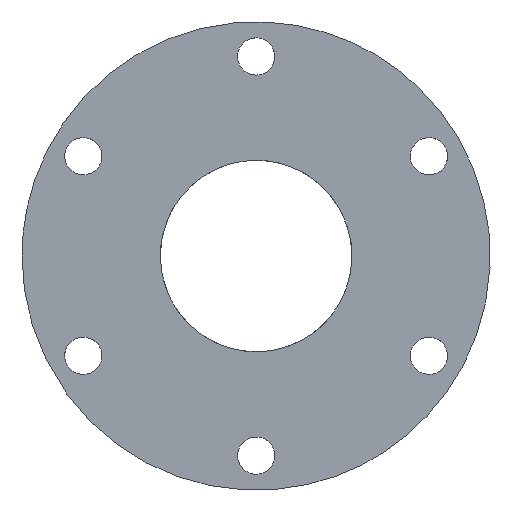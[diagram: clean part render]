
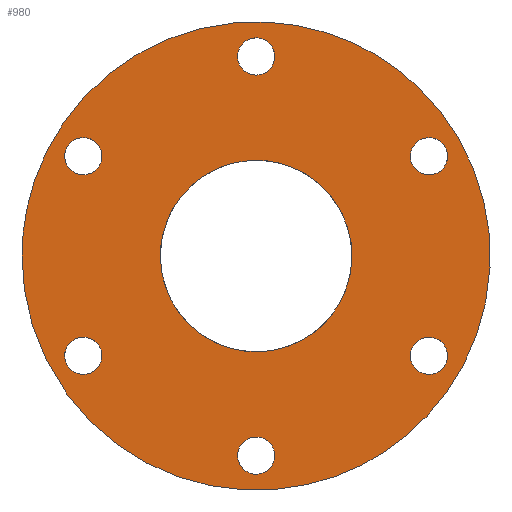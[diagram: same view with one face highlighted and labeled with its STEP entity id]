
A CAD part, left-side view. The second image highlights one B-rep face of the part: STEP entity #980.
In plain terms, the highlighted free-form (B-spline) face has degree [1, 1] with [2, 2] control points.
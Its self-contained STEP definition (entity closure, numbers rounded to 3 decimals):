
#490=CARTESIAN_POINT('V11',(0.,18.0,0.0));
#491=VERTEX_POINT('V11',#490);
#497=CARTESIAN_POINT('E17',(0.,18.0,0.0));
#498=CARTESIAN_POINT('E17',(0.,18.,
   -31.177));
#499=CARTESIAN_POINT('E17',(0.,-9.,
   -15.588));
#500=CARTESIAN_POINT('E17',(0.,-36.,
   0.));
#501=CARTESIAN_POINT('E17',(0.,-9.,
   15.588));
#502=CARTESIAN_POINT('E17',(0.,18.0,31.177));
#503=CARTESIAN_POINT('E17',(0.,18.0,0.0));
#511=(BOUNDED_CURVE()B_SPLINE_CURVE(2,(#497,#498,#499,#500,#501,
   #502,#503),.CIRCULAR_ARC.,.T.,.U.)B_SPLINE_CURVE_WITH_KNOTS((3,
   2,2,3),(0.0,2.011,4.023,
   6.034),.UNSPECIFIED.)CURVE()
   GEOMETRIC_REPRESENTATION_ITEM()RATIONAL_B_SPLINE_CURVE((1.0,
   0.5,1.0,0.5,1.0,0.5,1.0)
   )REPRESENTATION_ITEM('E17'));
#512=EDGE_CURVE('E17',#491,#491,#511,.T.);
#541=CARTESIAN_POINT('V12',(0.,-28.976,
   18.75));
#542=VERTEX_POINT('V12',#541);
#543=CARTESIAN_POINT('E18',(0.,-28.976,
   18.75));
#544=CARTESIAN_POINT('E18',(0.,-28.976,
   24.812));
#545=CARTESIAN_POINT('E18',(0.,-34.226,
   21.781));
#546=CARTESIAN_POINT('E18',(0.,-39.476,
   18.75));
#547=CARTESIAN_POINT('E18',(0.,-34.226,
   15.719));
#548=CARTESIAN_POINT('E18',(0.,-28.976,
   12.688));
#549=CARTESIAN_POINT('E18',(0.,-28.976,
   18.75));
#557=(BOUNDED_CURVE()B_SPLINE_CURVE(2,(#543,#544,#545,#546,#547,
   #548,#549),.CIRCULAR_ARC.,.T.,.U.)B_SPLINE_CURVE_WITH_KNOTS((3,
   2,2,3),(0.0,0.333,0.667,1.0),
   .UNSPECIFIED.)CURVE()GEOMETRIC_REPRESENTATION_ITEM()
   RATIONAL_B_SPLINE_CURVE((1.0,0.5,1.0,
   0.5,1.0,0.5,1.0))REPRESENTATION_ITEM(
   'E18'));
#558=EDGE_CURVE('E18',#542,#542,#557,.T.);
#610=CARTESIAN_POINT('V13',(0.,-28.976,
   -18.75));
#611=VERTEX_POINT('V13',#610);
#612=CARTESIAN_POINT('E19',(0.,-28.976,
   -18.75));
#613=CARTESIAN_POINT('E19',(0.,-28.976,
   -12.688));
#614=CARTESIAN_POINT('E19',(0.,-34.226,
   -15.719));
#615=CARTESIAN_POINT('E19',(0.,-39.476,
   -18.75));
#616=CARTESIAN_POINT('E19',(0.,-34.226,
   -21.781));
#617=CARTESIAN_POINT('E19',(0.,-28.976,
   -24.812));
#618=CARTESIAN_POINT('E19',(0.,-28.976,
   -18.75));
#626=(BOUNDED_CURVE()B_SPLINE_CURVE(2,(#612,#613,#614,#615,#616,
   #617,#618),.CIRCULAR_ARC.,.T.,.U.)B_SPLINE_CURVE_WITH_KNOTS((3,
   2,2,3),(0.0,0.333,0.667,1.0),
   .UNSPECIFIED.)CURVE()GEOMETRIC_REPRESENTATION_ITEM()
   RATIONAL_B_SPLINE_CURVE((1.0,0.5,1.0,
   0.5,1.0,0.5,1.0))REPRESENTATION_ITEM(
   'E19'));
#627=EDGE_CURVE('E19',#611,#611,#626,.T.);
#679=CARTESIAN_POINT('V14',(0.,3.5,
   -37.5));
#680=VERTEX_POINT('V14',#679);
#681=CARTESIAN_POINT('E20',(0.,3.5,
   -37.5));
#682=CARTESIAN_POINT('E20',(0.,3.5,
   -31.438));
#683=CARTESIAN_POINT('E20',(0.,-1.75,
   -34.469));
#684=CARTESIAN_POINT('E20',(0.,-7.,
   -37.5));
#685=CARTESIAN_POINT('E20',(0.,-1.75,
   -40.531));
#686=CARTESIAN_POINT('E20',(0.,3.5,
   -43.562));
#687=CARTESIAN_POINT('E20',(0.,3.5,
   -37.5));
#695=(BOUNDED_CURVE()B_SPLINE_CURVE(2,(#681,#682,#683,#684,#685,
   #686,#687),.CIRCULAR_ARC.,.T.,.U.)B_SPLINE_CURVE_WITH_KNOTS((3,
   2,2,3),(0.0,0.333,0.667,1.0),
   .UNSPECIFIED.)CURVE()GEOMETRIC_REPRESENTATION_ITEM()
   RATIONAL_B_SPLINE_CURVE((1.0,0.5,1.0,
   0.5,1.0,0.5,1.0))REPRESENTATION_ITEM(
   'E20'));
#696=EDGE_CURVE('E20',#680,#680,#695,.T.);
#748=CARTESIAN_POINT('V15',(0.,35.976,
   -18.75));
#749=VERTEX_POINT('V15',#748);
#750=CARTESIAN_POINT('E21',(0.,35.976,
   -18.75));
#751=CARTESIAN_POINT('E21',(0.,35.976,
   -12.688));
#752=CARTESIAN_POINT('E21',(0.,30.726,
   -15.719));
#753=CARTESIAN_POINT('E21',(0.,25.476,
   -18.75));
#754=CARTESIAN_POINT('E21',(0.,30.726,
   -21.781));
#755=CARTESIAN_POINT('E21',(0.,35.976,
   -24.812));
#756=CARTESIAN_POINT('E21',(0.,35.976,
   -18.75));
#764=(BOUNDED_CURVE()B_SPLINE_CURVE(2,(#750,#751,#752,#753,#754,
   #755,#756),.CIRCULAR_ARC.,.T.,.U.)B_SPLINE_CURVE_WITH_KNOTS((3,
   2,2,3),(0.0,0.333,0.667,1.0),
   .UNSPECIFIED.)CURVE()GEOMETRIC_REPRESENTATION_ITEM()
   RATIONAL_B_SPLINE_CURVE((1.0,0.5,1.0,
   0.5,1.0,0.5,1.0))REPRESENTATION_ITEM(
   'E21'));
#765=EDGE_CURVE('E21',#749,#749,#764,.T.);
#817=CARTESIAN_POINT('V16',(0.,35.976,
   18.75));
#818=VERTEX_POINT('V16',#817);
#819=CARTESIAN_POINT('E22',(0.,35.976,
   18.75));
#820=CARTESIAN_POINT('E22',(0.,35.976,
   24.812));
#821=CARTESIAN_POINT('E22',(0.,30.726,
   21.781));
#822=CARTESIAN_POINT('E22',(0.,25.476,
   18.75));
#823=CARTESIAN_POINT('E22',(0.,30.726,
   15.719));
#824=CARTESIAN_POINT('E22',(0.,35.976,
   12.688));
#825=CARTESIAN_POINT('E22',(0.,35.976,
   18.75));
#833=(BOUNDED_CURVE()B_SPLINE_CURVE(2,(#819,#820,#821,#822,#823,
   #824,#825),.CIRCULAR_ARC.,.T.,.U.)B_SPLINE_CURVE_WITH_KNOTS((3,
   2,2,3),(0.0,0.333,0.667,1.0),
   .UNSPECIFIED.)CURVE()GEOMETRIC_REPRESENTATION_ITEM()
   RATIONAL_B_SPLINE_CURVE((1.0,0.5,1.0,
   0.5,1.0,0.5,1.0))REPRESENTATION_ITEM(
   'E22'));
#834=EDGE_CURVE('E22',#818,#818,#833,.T.);
#886=CARTESIAN_POINT('V17',(0.,3.5,
   37.5));
#887=VERTEX_POINT('V17',#886);
#888=CARTESIAN_POINT('E23',(0.,3.5,
   37.5));
#889=CARTESIAN_POINT('E23',(0.,3.5,
   43.562));
#890=CARTESIAN_POINT('E23',(0.,-1.75,
   40.531));
#891=CARTESIAN_POINT('E23',(0.,-7.,
   37.5));
#892=CARTESIAN_POINT('E23',(0.,-1.75,
   34.469));
#893=CARTESIAN_POINT('E23',(0.,3.5,
   31.438));
#894=CARTESIAN_POINT('E23',(0.,3.5,
   37.5));
#902=(BOUNDED_CURVE()B_SPLINE_CURVE(2,(#888,#889,#890,#891,#892,
   #893,#894),.CIRCULAR_ARC.,.T.,.U.)B_SPLINE_CURVE_WITH_KNOTS((3,
   2,2,3),(0.0,0.333,0.667,1.0),
   .UNSPECIFIED.)CURVE()GEOMETRIC_REPRESENTATION_ITEM()
   RATIONAL_B_SPLINE_CURVE((1.0,0.5,1.0,
   0.5,1.0,0.5,1.0))REPRESENTATION_ITEM(
   'E23'));
#903=EDGE_CURVE('E23',#887,#887,#902,.T.);
#933=CARTESIAN_POINT('F10',(0.,-48.4,
   48.4));
#934=CARTESIAN_POINT('F10',(0.,48.4,
   48.4));
#935=CARTESIAN_POINT('F10',(0.,-48.4,
   -48.4));
#936=CARTESIAN_POINT('F10',(0.,48.4,
   -48.4));
#937=QUASI_UNIFORM_SURFACE('F10',1,1,((#933,#935),(#934,#936)),
   .PLANE_SURF.,.F.,.F.,.U.);
#938=CARTESIAN_POINT('V10',(0.,44.0,0.0));
#939=VERTEX_POINT('V10',#938);
#940=CARTESIAN_POINT('E14',(0.,44.0,0.0));
#941=CARTESIAN_POINT('E14',(0.,44.,
   -76.21));
#942=CARTESIAN_POINT('E14',(0.,-22.,
   -38.105));
#943=CARTESIAN_POINT('E14',(0.,-88.,
   0.));
#944=CARTESIAN_POINT('E14',(0.,-22.,
   38.105));
#945=CARTESIAN_POINT('E14',(0.,44.0,76.21));
#946=CARTESIAN_POINT('E14',(0.,44.0,0.0));
#954=(BOUNDED_CURVE()B_SPLINE_CURVE(2,(#940,#941,#942,#943,#944,
   #945,#946),.CIRCULAR_ARC.,.T.,.U.)B_SPLINE_CURVE_WITH_KNOTS((3,
   2,2,3),(0.0,0.333,0.667,1.0),
   .UNSPECIFIED.)CURVE()GEOMETRIC_REPRESENTATION_ITEM()
   RATIONAL_B_SPLINE_CURVE((1.0,0.5,1.0,
   0.5,1.0,0.5,1.0))REPRESENTATION_ITEM(
   'E14'));
#955=EDGE_CURVE('E14',#939,#939,#954,.T.);
#956=ORIENTED_EDGE('E14',*,*,#955,.F.);
#957=EDGE_LOOP('F10',(#956));
#958=FACE_OUTER_BOUND('F10',#957,.F.);
#959=ORIENTED_EDGE('E23',*,*,#903,.F.);
#960=EDGE_LOOP('F10',(#959));
#961=FACE_BOUND('F10',#960,.F.);
#962=ORIENTED_EDGE('E22',*,*,#834,.F.);
#963=EDGE_LOOP('F10',(#962));
#964=FACE_BOUND('F10',#963,.F.);
#965=ORIENTED_EDGE('E21',*,*,#765,.F.);
#966=EDGE_LOOP('F10',(#965));
#967=FACE_BOUND('F10',#966,.F.);
#968=ORIENTED_EDGE('E20',*,*,#696,.F.);
#969=EDGE_LOOP('F10',(#968));
#970=FACE_BOUND('F10',#969,.F.);
#971=ORIENTED_EDGE('E19',*,*,#627,.F.);
#972=EDGE_LOOP('F10',(#971));
#973=FACE_BOUND('F10',#972,.F.);
#974=ORIENTED_EDGE('E18',*,*,#558,.F.);
#975=EDGE_LOOP('F10',(#974));
#976=FACE_BOUND('F10',#975,.F.);
#977=ORIENTED_EDGE('E17',*,*,#512,.T.);
#978=EDGE_LOOP('F10',(#977));
#979=FACE_BOUND('F10',#978,.F.);
#980=ADVANCED_FACE('F10',(#958,#961,#964,#967,#970,#973,#976,#979),
   #937,.T.);
